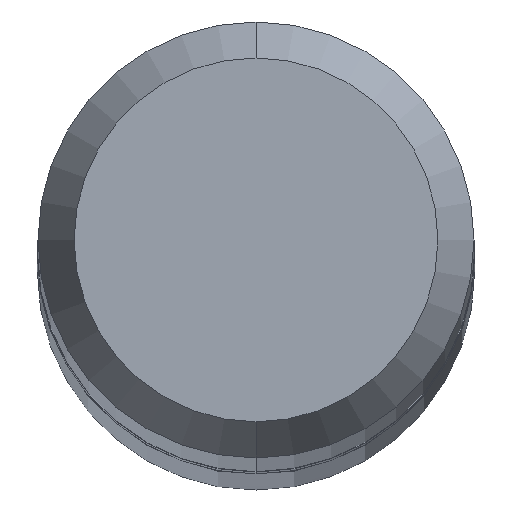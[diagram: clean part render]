
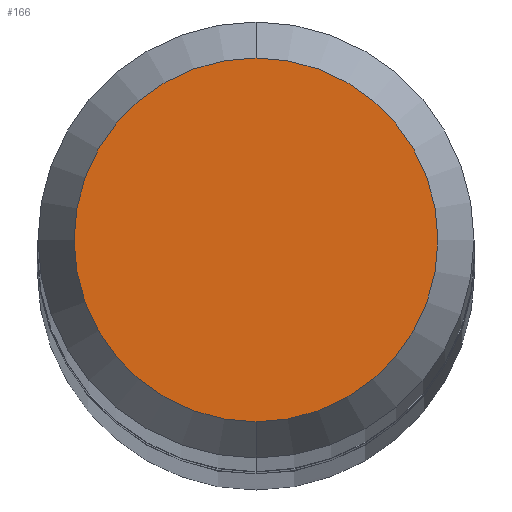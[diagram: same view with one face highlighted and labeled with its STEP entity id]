
A CAD part, top view. The second image highlights one B-rep face of the part: STEP entity #166.
In plain terms, the highlighted planar face has unit normal (0, 0, 1).
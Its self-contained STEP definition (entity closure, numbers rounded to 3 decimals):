
#114=VERTEX_POINT('',#264);
#120=EDGE_CURVE('',#190,#114,#270,.T.);
#166=ADVANCED_FACE('',(#324),#325,.T.);
#184=EDGE_CURVE('',#114,#190,#344,.T.);
#190=VERTEX_POINT('',#350);
#264=CARTESIAN_POINT('',(0.0,1.155,0.0));
#270=CIRCLE('',#432,1.155);
#324=FACE_OUTER_BOUND('',#502,.T.);
#325=PLANE('',#503);
#344=CIRCLE('',#526,1.155);
#350=CARTESIAN_POINT('',(0.,-1.155,0.0));
#432=AXIS2_PLACEMENT_3D('',#624,#625,#626);
#502=EDGE_LOOP('',(#705,#706));
#503=AXIS2_PLACEMENT_3D('',#707,#708,#709);
#526=AXIS2_PLACEMENT_3D('',#730,#731,#732);
#624=CARTESIAN_POINT('',(0.0,0.0,0.0));
#625=DIRECTION('',(0.0,0.0,-1.0));
#626=DIRECTION('',(0.0,1.0,0.0));
#705=ORIENTED_EDGE('',*,*,#184,.F.);
#706=ORIENTED_EDGE('',*,*,#120,.F.);
#707=CARTESIAN_POINT('',(0.0,0.578,0.0));
#708=DIRECTION('',(-0.0,0.0,1.0));
#709=DIRECTION('',(0.0,-1.0,0.0));
#730=CARTESIAN_POINT('',(0.0,0.0,0.0));
#731=DIRECTION('',(0.0,0.0,-1.0));
#732=DIRECTION('',(0.0,1.0,0.0));
